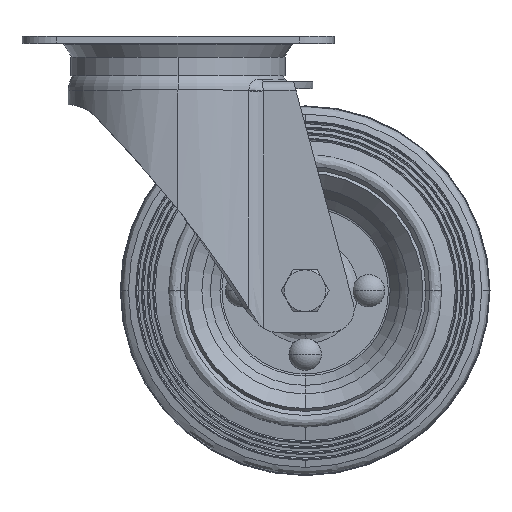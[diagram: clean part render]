
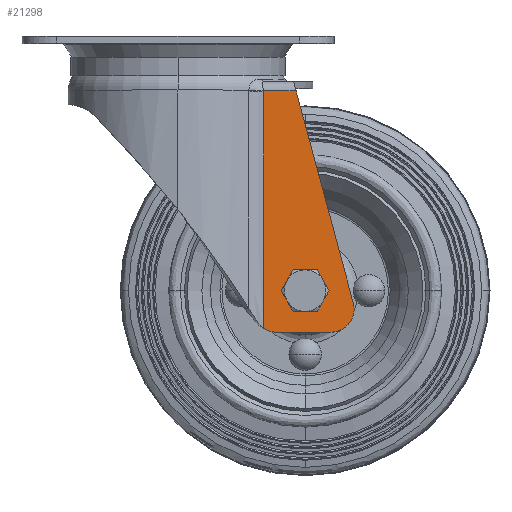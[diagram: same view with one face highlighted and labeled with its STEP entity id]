
A CAD part, top view. The second image highlights one B-rep face of the part: STEP entity #21298.
In plain terms, the highlighted planar face has unit normal (0, 0, 1).
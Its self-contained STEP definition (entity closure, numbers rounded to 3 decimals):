
#1161 = EDGE_CURVE ( 'NONE', #1311, #20124, #24016, .T. ) ;
#1193 = PLANE ( 'NONE',  #22637 ) ;
#1198 = LINE ( 'NONE', #6963, #24484 ) ;
#1230 = CARTESIAN_POINT ( 'NONE',  ( 75.855, -115.379, 34. ) ) ;
#1311 = VERTEX_POINT ( 'NONE', #9527 ) ;
#1482 = EDGE_LOOP ( 'NONE', ( #15663, #21346, #24602, #26398, #13473, #3784, #7747, #33743 ) ) ;
#1548 = VERTEX_POINT ( 'NONE', #11362 ) ;
#1752 = CARTESIAN_POINT ( 'NONE',  ( 37.017, -126.212, 34. ) ) ;
#1981 = EDGE_CURVE ( 'NONE', #1548, #14325, #1198, .T. ) ;
#2325 = LINE ( 'NONE', #7742, #30929 ) ;
#3026 = CARTESIAN_POINT ( 'NONE',  ( 61.05, -110., 34. ) ) ;
#3508 = AXIS2_PLACEMENT_3D ( 'NONE', #19761, #11688, #22545 ) ;
#3650 = VECTOR ( 'NONE', #15779, 1000. ) ;
#3712 = DIRECTION ( 'NONE',  ( 0.965, 0.26, 0. ) ) ;
#3784 = ORIENTED_EDGE ( 'NONE', *, *, #12383, .F. ) ;
#4093 = CARTESIAN_POINT ( 'NONE',  ( 42.7, -127.984, 34. ) ) ;
#4520 = VECTOR ( 'NONE', #8026, 1000. ) ;
#4524 = DIRECTION ( 'NONE',  ( 0., -1., 0. ) ) ;
#4740 = VERTEX_POINT ( 'NONE', #33233 ) ;
#6915 = CARTESIAN_POINT ( 'NONE',  ( 37.017, -126.212, 34. ) ) ;
#6963 = CARTESIAN_POINT ( 'NONE',  ( 51.105, -23.6, 34. ) ) ;
#7742 = CARTESIAN_POINT ( 'NONE',  ( 52.671, -29.45, 34. ) ) ;
#7747 = ORIENTED_EDGE ( 'NONE', *, *, #1161, .F. ) ;
#8026 = DIRECTION ( 'NONE',  ( 1., 0., 0. ) ) ;
#9430 = DIRECTION ( 'NONE',  ( 1., 0., 0. ) ) ;
#9527 = CARTESIAN_POINT ( 'NONE',  ( 52.671, -29.45, 34. ) ) ;
#10038 = EDGE_CURVE ( 'NONE', #21864, #18133, #13409, .T. ) ;
#11362 = CARTESIAN_POINT ( 'NONE',  ( 51.105, -23.6, 34. ) ) ;
#11688 = DIRECTION ( 'NONE',  ( 0., 0., 1. ) ) ;
#11847 = EDGE_CURVE ( 'NONE', #1311, #14747, #2325, .T. ) ;
#11939 = AXIS2_PLACEMENT_3D ( 'NONE', #34915, #12176, #3712 ) ;
#12176 = DIRECTION ( 'NONE',  ( 0., 0., -1. ) ) ;
#12263 = EDGE_CURVE ( 'NONE', #4740, #23495, #14288, .T. ) ;
#12383 = EDGE_CURVE ( 'NONE', #20124, #24403, #26826, .T. ) ;
#12719 = CARTESIAN_POINT ( 'NONE',  ( 52.718, -29.438, 34. ) ) ;
#13225 = DIRECTION ( 'NONE',  ( 0.965, 0.26, 0. ) ) ;
#13409 = CIRCLE ( 'NONE', #32475, 10. ) ;
#13473 = ORIENTED_EDGE ( 'NONE', *, *, #27581, .T. ) ;
#14288 = CIRCLE ( 'NONE', #3508, 6.05 ) ;
#14325 = VERTEX_POINT ( 'NONE', #14743 ) ;
#14743 = CARTESIAN_POINT ( 'NONE',  ( 37.015, -23.6, 34. ) ) ;
#14747 = VERTEX_POINT ( 'NONE', #12719 ) ;
#14903 = FACE_BOUND ( 'NONE', #25905, .T. ) ;
#15399 = CARTESIAN_POINT ( 'NONE',  ( 37.016, -92.008, 34. ) ) ;
#15663 = ORIENTED_EDGE ( 'NONE', *, *, #20952, .F. ) ;
#15779 = DIRECTION ( 'NONE',  ( 0.26, -0.965, 0. ) ) ;
#16707 = CARTESIAN_POINT ( 'NONE',  ( 66.2, -127.984, 34. ) ) ;
#17272 = CARTESIAN_POINT ( 'NONE',  ( 42.7, -127.984, 34. ) ) ;
#17615 = CARTESIAN_POINT ( 'NONE',  ( 55., -110., 34. ) ) ;
#18133 = VERTEX_POINT ( 'NONE', #1752 ) ;
#18234 = CARTESIAN_POINT ( 'NONE',  ( 37.015, -23.6, 34. ) ) ;
#18473 = DIRECTION ( 'NONE',  ( -1., 0., 0. ) ) ;
#19013 = CARTESIAN_POINT ( 'NONE',  ( 42.7, -117.984, 34. ) ) ;
#19761 = CARTESIAN_POINT ( 'NONE',  ( 55., -110., 34. ) ) ;
#20124 = VERTEX_POINT ( 'NONE', #1230 ) ;
#20399 = AXIS2_PLACEMENT_3D ( 'NONE', #17615, #23569, #29496 ) ;
#20881 = EDGE_CURVE ( 'NONE', #14325, #18133, #33689, .T. ) ;
#20952 = EDGE_CURVE ( 'NONE', #1548, #14747, #29159, .T. ) ;
#21065 = FACE_OUTER_BOUND ( 'NONE', #1482, .T. ) ;
#21298 = ADVANCED_FACE ( 'NONE', ( #14903, #21065 ), #1193, .T. ) ;
#21346 = ORIENTED_EDGE ( 'NONE', *, *, #1981, .T. ) ;
#21864 = VERTEX_POINT ( 'NONE', #4093 ) ;
#22003 = ORIENTED_EDGE ( 'NONE', *, *, #12263, .F. ) ;
#22545 = DIRECTION ( 'NONE',  ( -1., 0., 0. ) ) ;
#22637 = AXIS2_PLACEMENT_3D ( 'NONE', #34633, #29252, #9430 ) ;
#23241 = DIRECTION ( 'NONE',  ( 0.266, -0.964, 0. ) ) ;
#23495 = VERTEX_POINT ( 'NONE', #3026 ) ;
#23569 = DIRECTION ( 'NONE',  ( 0., 0., 1. ) ) ;
#24016 = LINE ( 'NONE', #32884, #3650 ) ;
#24403 = VERTEX_POINT ( 'NONE', #16707 ) ;
#24484 = VECTOR ( 'NONE', #18473, 1000. ) ;
#24602 = ORIENTED_EDGE ( 'NONE', *, *, #20881, .T. ) ;
#25343 = EDGE_CURVE ( 'NONE', #23495, #4740, #35841, .T. ) ;
#25905 = EDGE_LOOP ( 'NONE', ( #22003, #33690 ) ) ;
#26398 = ORIENTED_EDGE ( 'NONE', *, *, #10038, .F. ) ;
#26826 = CIRCLE ( 'NONE', #11939, 10. ) ;
#27349 = VECTOR ( 'NONE', #23241, 1000. ) ;
#27581 = EDGE_CURVE ( 'NONE', #21864, #24403, #31396, .T. ) ;
#29159 = LINE ( 'NONE', #34906, #27349 ) ;
#29252 = DIRECTION ( 'NONE',  ( 0., 0., 1. ) ) ;
#29496 = DIRECTION ( 'NONE',  ( 1., 0., 0. ) ) ;
#30929 = VECTOR ( 'NONE', #13225, 1000. ) ;
#31396 = LINE ( 'NONE', #17272, #4520 ) ;
#32475 = AXIS2_PLACEMENT_3D ( 'NONE', #19013, #35174, #4524 ) ;
#32533 = CARTESIAN_POINT ( 'NONE',  ( 37.016, -57.804, 34. ) ) ;
#32884 = CARTESIAN_POINT ( 'NONE',  ( 52.671, -29.45, 34. ) ) ;
#33233 = CARTESIAN_POINT ( 'NONE',  ( 48.95, -110., 34. ) ) ;
#33689 = B_SPLINE_CURVE_WITH_KNOTS ( 'NONE', 3,
 ( #18234, #32533, #15399, #6915 ),
 .UNSPECIFIED., .F., .F.,
 ( 4, 4 ),
 ( 0., 1. ),
 .UNSPECIFIED. ) ;
#33690 = ORIENTED_EDGE ( 'NONE', *, *, #25343, .F. ) ;
#33743 = ORIENTED_EDGE ( 'NONE', *, *, #11847, .T. ) ;
#34633 = CARTESIAN_POINT ( 'NONE',  ( 0., -169.6, 34. ) ) ;
#34906 = CARTESIAN_POINT ( 'NONE',  ( 51.105, -23.6, 34. ) ) ;
#34915 = CARTESIAN_POINT ( 'NONE',  ( 66.2, -117.984, 34. ) ) ;
#35174 = DIRECTION ( 'NONE',  ( 0., 0., -1. ) ) ;
#35841 = CIRCLE ( 'NONE', #20399, 6.05 ) ;
